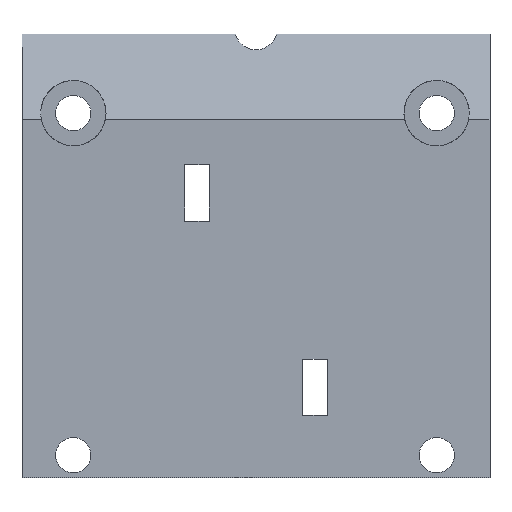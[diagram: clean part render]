
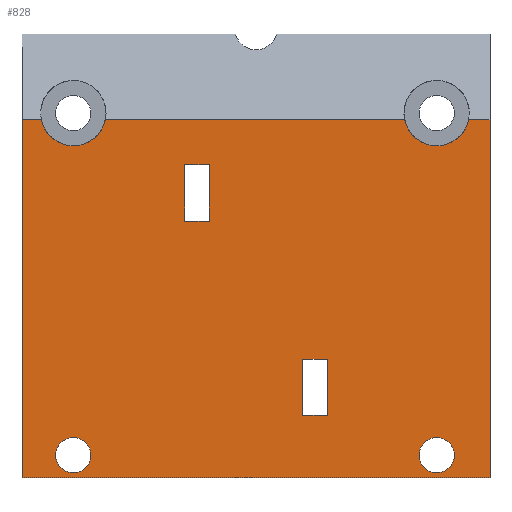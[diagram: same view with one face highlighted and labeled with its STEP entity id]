
A CAD part, front view. The second image highlights one B-rep face of the part: STEP entity #828.
In plain terms, the highlighted planar face has unit normal (0, -1, 0).
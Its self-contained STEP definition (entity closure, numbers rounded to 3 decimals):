
#28=PLANE('',#908);
#51=FACE_BOUND('',#141,.T.);
#52=FACE_BOUND('',#142,.T.);
#53=FACE_BOUND('',#143,.T.);
#54=FACE_BOUND('',#144,.T.);
#89=FACE_OUTER_BOUND('',#140,.T.);
#140=EDGE_LOOP('',(#696,#697,#698,#699,#700,#701,#702,#703));
#141=EDGE_LOOP('',(#704));
#142=EDGE_LOOP('',(#705));
#143=EDGE_LOOP('',(#706,#707,#708,#709));
#144=EDGE_LOOP('',(#710,#711,#712,#713));
#189=CIRCLE('',#906,3.25);
#191=CIRCLE('',#909,3.25);
#192=CIRCLE('',#910,1.75);
#193=CIRCLE('',#911,1.75);
#203=LINE('',#1249,#283);
#204=LINE('',#1255,#284);
#205=LINE('',#1261,#285);
#220=LINE('',#1295,#300);
#243=LINE('',#1365,#323);
#251=LINE('',#1388,#331);
#254=LINE('',#1403,#334);
#255=LINE('',#1405,#335);
#256=LINE('',#1407,#336);
#257=LINE('',#1408,#337);
#258=LINE('',#1411,#338);
#259=LINE('',#1413,#339);
#260=LINE('',#1415,#340);
#261=LINE('',#1416,#341);
#283=VECTOR('',#947,10.);
#284=VECTOR('',#952,10.);
#285=VECTOR('',#957,10.);
#300=VECTOR('',#980,10.);
#323=VECTOR('',#1053,10.);
#331=VECTOR('',#1079,10.);
#334=VECTOR('',#1096,10.);
#335=VECTOR('',#1097,10.);
#336=VECTOR('',#1098,10.);
#337=VECTOR('',#1099,10.);
#338=VECTOR('',#1100,10.);
#339=VECTOR('',#1101,10.);
#340=VECTOR('',#1102,10.);
#341=VECTOR('',#1103,10.);
#371=VERTEX_POINT('',#1246);
#372=VERTEX_POINT('',#1248);
#374=VERTEX_POINT('',#1252);
#375=VERTEX_POINT('',#1254);
#377=VERTEX_POINT('',#1258);
#378=VERTEX_POINT('',#1260);
#392=VERTEX_POINT('',#1292);
#393=VERTEX_POINT('',#1294);
#423=VERTEX_POINT('',#1397);
#424=VERTEX_POINT('',#1399);
#425=VERTEX_POINT('',#1401);
#426=VERTEX_POINT('',#1402);
#427=VERTEX_POINT('',#1404);
#428=VERTEX_POINT('',#1406);
#429=VERTEX_POINT('',#1409);
#430=VERTEX_POINT('',#1410);
#431=VERTEX_POINT('',#1412);
#432=VERTEX_POINT('',#1414);
#450=EDGE_CURVE('',#371,#372,#203,.T.);
#453=EDGE_CURVE('',#374,#375,#204,.T.);
#456=EDGE_CURVE('',#377,#378,#205,.T.);
#473=EDGE_CURVE('',#393,#392,#220,.T.);
#508=EDGE_CURVE('',#371,#393,#243,.T.);
#520=EDGE_CURVE('',#392,#378,#251,.T.);
#522=EDGE_CURVE('',#374,#372,#189,.T.);
#525=EDGE_CURVE('',#377,#375,#191,.T.);
#526=EDGE_CURVE('',#423,#423,#192,.T.);
#527=EDGE_CURVE('',#424,#424,#193,.T.);
#528=EDGE_CURVE('',#425,#426,#254,.T.);
#529=EDGE_CURVE('',#426,#427,#255,.T.);
#530=EDGE_CURVE('',#427,#428,#256,.T.);
#531=EDGE_CURVE('',#428,#425,#257,.T.);
#532=EDGE_CURVE('',#429,#430,#258,.T.);
#533=EDGE_CURVE('',#430,#431,#259,.T.);
#534=EDGE_CURVE('',#431,#432,#260,.T.);
#535=EDGE_CURVE('',#432,#429,#261,.T.);
#696=ORIENTED_EDGE('',*,*,#453,.F.);
#697=ORIENTED_EDGE('',*,*,#522,.T.);
#698=ORIENTED_EDGE('',*,*,#450,.F.);
#699=ORIENTED_EDGE('',*,*,#508,.T.);
#700=ORIENTED_EDGE('',*,*,#473,.T.);
#701=ORIENTED_EDGE('',*,*,#520,.T.);
#702=ORIENTED_EDGE('',*,*,#456,.F.);
#703=ORIENTED_EDGE('',*,*,#525,.T.);
#704=ORIENTED_EDGE('',*,*,#526,.T.);
#705=ORIENTED_EDGE('',*,*,#527,.T.);
#706=ORIENTED_EDGE('',*,*,#528,.T.);
#707=ORIENTED_EDGE('',*,*,#529,.T.);
#708=ORIENTED_EDGE('',*,*,#530,.T.);
#709=ORIENTED_EDGE('',*,*,#531,.T.);
#710=ORIENTED_EDGE('',*,*,#532,.T.);
#711=ORIENTED_EDGE('',*,*,#533,.T.);
#712=ORIENTED_EDGE('',*,*,#534,.T.);
#713=ORIENTED_EDGE('',*,*,#535,.T.);
#828=ADVANCED_FACE('',(#89,#51,#52,#53,#54),#28,.F.);
#906=AXIS2_PLACEMENT_3D('',#1391,#1083,#1084);
#908=AXIS2_PLACEMENT_3D('',#1395,#1088,#1089);
#909=AXIS2_PLACEMENT_3D('',#1396,#1090,#1091);
#910=AXIS2_PLACEMENT_3D('',#1398,#1092,#1093);
#911=AXIS2_PLACEMENT_3D('',#1400,#1094,#1095);
#947=DIRECTION('',(1.,0.,0.));
#952=DIRECTION('',(1.,0.,0.));
#957=DIRECTION('',(1.,0.,0.));
#980=DIRECTION('',(1.,0.,0.));
#1053=DIRECTION('',(0.,0.,-1.));
#1079=DIRECTION('',(0.,0.,1.));
#1083=DIRECTION('center_axis',(0.,1.,0.));
#1084=DIRECTION('ref_axis',(1.,0.,0.));
#1088=DIRECTION('center_axis',(0.,1.,0.));
#1089=DIRECTION('ref_axis',(1.,0.,0.));
#1090=DIRECTION('center_axis',(0.,1.,0.));
#1091=DIRECTION('ref_axis',(1.,0.,0.));
#1092=DIRECTION('center_axis',(0.,1.,0.));
#1093=DIRECTION('ref_axis',(1.,0.,0.));
#1094=DIRECTION('center_axis',(0.,1.,0.));
#1095=DIRECTION('ref_axis',(1.,0.,0.));
#1096=DIRECTION('',(0.,0.,1.));
#1097=DIRECTION('',(1.,0.,0.));
#1098=DIRECTION('',(0.,0.,-1.));
#1099=DIRECTION('',(-1.,0.,0.));
#1100=DIRECTION('',(1.,0.,0.));
#1101=DIRECTION('',(0.,0.,-1.));
#1102=DIRECTION('',(-1.,0.,0.));
#1103=DIRECTION('',(0.,0.,1.));
#1246=CARTESIAN_POINT('',(-23.25,-8.5,35.6));
#1248=CARTESIAN_POINT('',(-21.334,-8.5,35.6));
#1249=CARTESIAN_POINT('',(11.625,-8.5,35.6));
#1252=CARTESIAN_POINT('',(-14.966,-8.5,35.6));
#1254=CARTESIAN_POINT('',(14.766,-8.5,35.6));
#1255=CARTESIAN_POINT('',(11.625,-8.5,35.6));
#1258=CARTESIAN_POINT('',(21.134,-8.5,35.6));
#1260=CARTESIAN_POINT('',(23.25,-8.5,35.6));
#1261=CARTESIAN_POINT('',(11.625,-8.5,35.6));
#1292=CARTESIAN_POINT('',(23.25,-8.5,0.));
#1294=CARTESIAN_POINT('',(-23.25,-8.5,0.));
#1295=CARTESIAN_POINT('',(23.25,-8.5,0.));
#1365=CARTESIAN_POINT('',(-23.25,-8.5,0.));
#1388=CARTESIAN_POINT('',(23.25,-8.5,44.1));
#1391=CARTESIAN_POINT('Origin',(-18.15,-8.5,36.25));
#1395=CARTESIAN_POINT('Origin',(0.,-8.5,22.05));
#1396=CARTESIAN_POINT('Origin',(17.95,-8.5,36.25));
#1397=CARTESIAN_POINT('',(-19.9,-8.5,2.25));
#1398=CARTESIAN_POINT('Origin',(-18.15,-8.5,2.25));
#1399=CARTESIAN_POINT('',(16.2,-8.5,2.25));
#1400=CARTESIAN_POINT('Origin',(17.95,-8.5,2.25));
#1401=CARTESIAN_POINT('',(4.64,-8.5,6.23));
#1402=CARTESIAN_POINT('',(4.64,-8.5,11.805));
#1403=CARTESIAN_POINT('',(4.64,-8.5,11.805));
#1404=CARTESIAN_POINT('',(7.09,-8.5,11.805));
#1405=CARTESIAN_POINT('',(7.09,-8.5,11.805));
#1406=CARTESIAN_POINT('',(7.09,-8.5,6.23));
#1407=CARTESIAN_POINT('',(7.09,-8.5,6.23));
#1408=CARTESIAN_POINT('',(4.64,-8.5,6.23));
#1409=CARTESIAN_POINT('',(-7.09,-8.5,31.1));
#1410=CARTESIAN_POINT('',(-4.64,-8.5,31.1));
#1411=CARTESIAN_POINT('',(-4.64,-8.5,31.1));
#1412=CARTESIAN_POINT('',(-4.64,-8.5,25.525));
#1413=CARTESIAN_POINT('',(-4.64,-8.5,25.525));
#1414=CARTESIAN_POINT('',(-7.09,-8.5,25.525));
#1415=CARTESIAN_POINT('',(-7.09,-8.5,25.525));
#1416=CARTESIAN_POINT('',(-7.09,-8.5,31.1));
